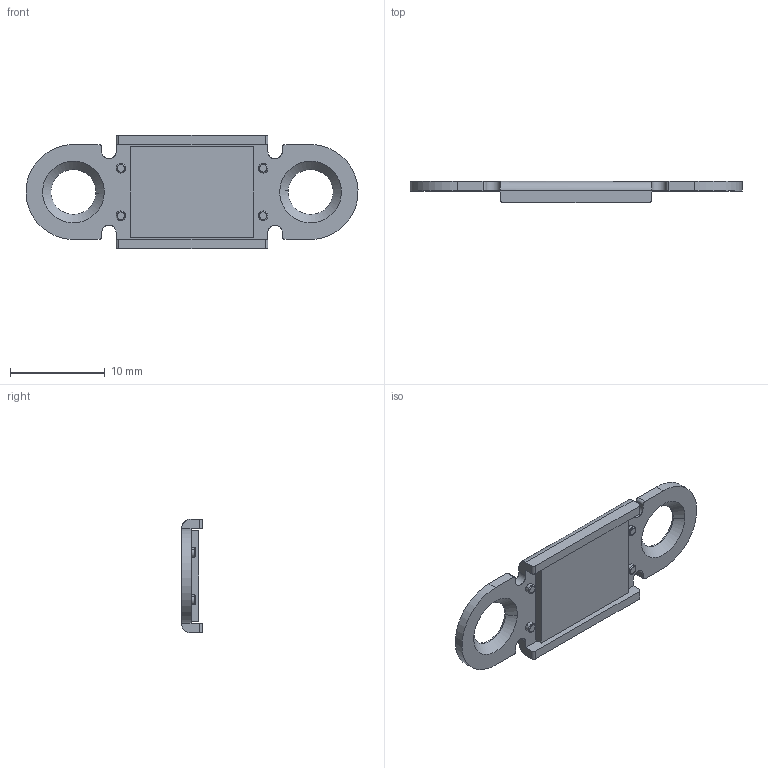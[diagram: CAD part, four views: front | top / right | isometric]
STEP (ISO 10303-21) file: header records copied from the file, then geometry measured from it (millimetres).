
FILE_DESCRIPTION((''),'2;1');
FILE_NAME('','2011-05-26T16:23:05',(''),(''),'','CADfix','');
FILE_SCHEMA(('AUTOMOTIVE_DESIGN { 1 0 10303 214 1 1 1 1 }'));
Length unit declared in the file: millimetre
Bounding box: 34.99 x 2.2 x 12 mm (x, y, z)
Volume: 432.3 mm3; surface area: 862.4 mm2
Topology: 1 solids, 1 shells, 81 faces, 258 edges, 188 vertices
Faces by surface type: bspline 81
Entity records: 3202 total; most frequent: CARTESIAN_POINT 1802, ORIENTED_EDGE 516, EDGE_CURVE 258, VERTEX_POINT 188, QUASI_UNIFORM_CURVE 106, EDGE_LOOP 94, FACE_OUTER_BOUND 81, ADVANCED_FACE 81
